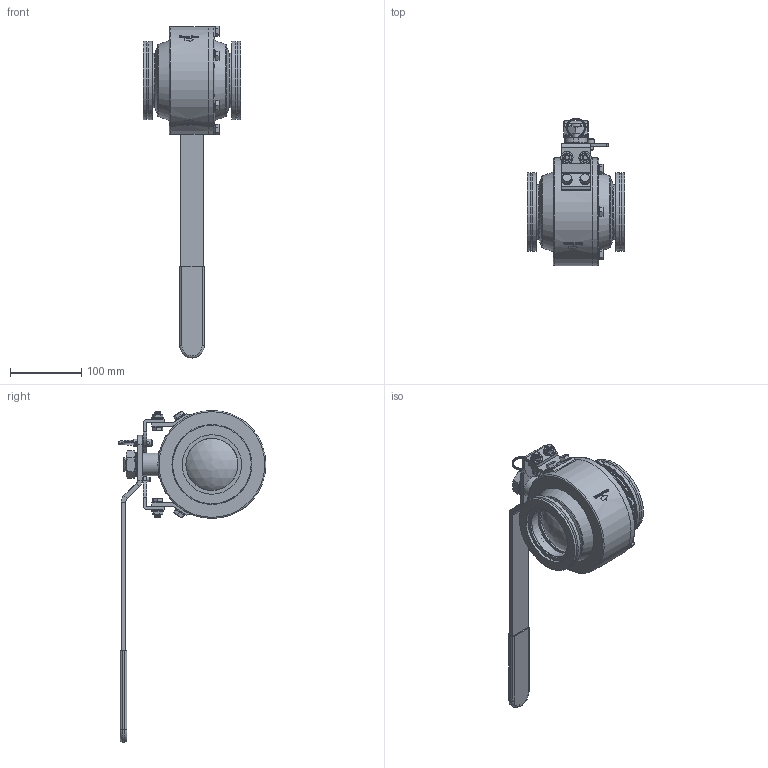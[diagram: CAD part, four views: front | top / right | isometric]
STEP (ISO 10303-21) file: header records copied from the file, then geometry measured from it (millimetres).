
FILE_DESCRIPTION(/* description */ (''),/* implementation_level */ '2;1');
FILE_NAME(/* name */ '3007310e.stp',/* time_stamp */ '2021-04-16T13:23:04-04:00',/* author */ ('Sana_M'),/* organization */ (''),/* preprocessor_version */ 'ST-DEVELOPER v18.1',/* originating_system */ 'Autodesk Inventor 2021',/* authorisation */ '');
FILE_SCHEMA (('AUTOMOTIVE_DESIGN { 1 0 10303 214 3 1 1 }'));
Length unit declared in the file: inch
Products named in the file (1): 3007310e
Bounding box: 135.89 x 206.93 x 464.9 mm (x, y, z)
Surface area: 258237.6 mm2 (no closed solid volume)
Topology: 0 solids, 58 shells, 1193 faces, 4396 edges, 3196 vertices
Faces by surface type: plane 559, cylinder 314, bspline 163, cone 141, torus 13, sphere 3
Full cylindrical faces by diameter (mm): 3.175 x1, 3.81 x1, 4.978 x1, 6.35 x2, 6.563 x84, 7.938 x95, 9.525 x2, 10.084 x4, 12.509 x4, 14.287 x14, 17.066 x4, 22.225 x4, 23.368 x1, 31.75 x1, 34.544 x2, 36.576 x1, 36.83 x1, 73.025 x7, 76.2 x2, 83.21 x2, 92.202 x2, 109.982 x4, 151.13 x2
Entity records: 70874 total; most frequent: CARTESIAN_POINT 34981, ORIENTED_EDGE 7192, DIRECTION 6270, EDGE_CURVE 4391, VERTEX_POINT 3196, LINE 2194, VECTOR 2194, AXIS2_PLACEMENT_3D 2038
